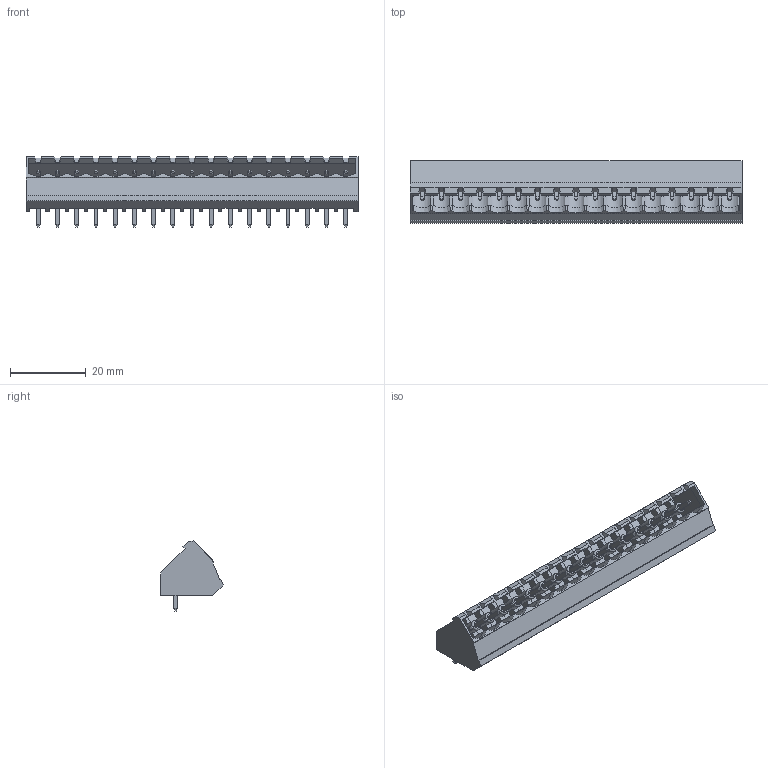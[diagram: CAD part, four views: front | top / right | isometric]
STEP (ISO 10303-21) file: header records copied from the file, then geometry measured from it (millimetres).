
FILE_DESCRIPTION( ( 'Unknown' ), '1' );
FILE_NAME( '691314520117.stp', 'Unknown', ( 'Unknown' ), ( 'Unknown' ), 'PSStep 15.0.49', 'Unknown', ' ' );
FILE_SCHEMA( ( 'AUTOMOTIVE_DESIGN { 1 0 10303 214 1 1 1 1 }' ) );
Length unit declared in the file: millimetre
Products named in the file (3): Assem1; 6913145201xx_PIN; 691314520117
Assembly tree (18 placements, depth 2):
  Assem1
    6913145201xx_PIN  x17
    691314520117
Bounding box: 87.76 x 16.5 x 18.6 mm (x, y, z)
Volume: 5405.9 mm3; surface area: 12116.7 mm2
Topology: 18 solids, 18 shells, 995 faces, 2703 edges, 1727 vertices
Faces by surface type: plane 927, cylinder 34, cone 17, torus 17
Full cylindrical faces by diameter (mm): 2.75 x17
Entity records: 30047 total; most frequent: CARTESIAN_POINT 4511, ORIENTED_EDGE 4216, DIRECTION 3811, EDGE_CURVE 2108, LINE 1819, VECTOR 1819, VERTEX_POINT 1390, AXIS2_PLACEMENT_3D 996
